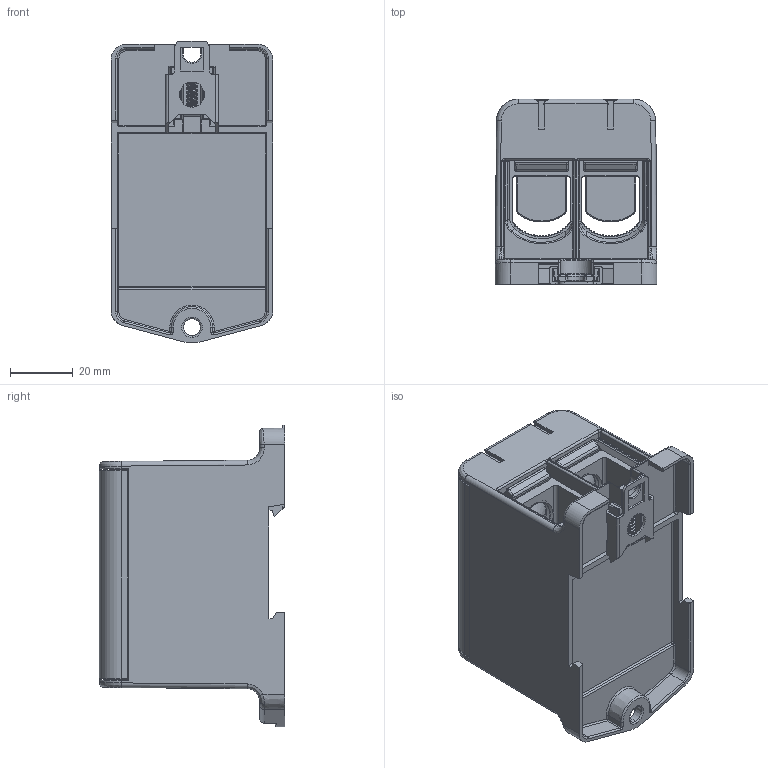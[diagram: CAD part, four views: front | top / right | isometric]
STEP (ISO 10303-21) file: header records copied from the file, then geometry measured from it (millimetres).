
FILE_DESCRIPTION((''),'2;1');
FILE_NAME('PROCUS_KE68_ASM','2015-06-03T',('kjell_andersson'),(''),'PRO/ENGINEER BY PARAMETRIC TECHNOLOGY CORPORATION, 2013230','PRO/ENGINEER BY PARAMETRIC TECHNOLOGY CORPORATION, 2013230','');
FILE_SCHEMA(('CONFIG_CONTROL_DESIGN'));
Products named in the file (8): PMR1584; PEM737; PSK107; PTK105; PPK204; PJ54_L10-7; PMR1585; PROCUS_KE68_ASM
Assembly tree (10 placements, depth 2):
  PROCUS_KE68_ASM
    PMR1584
    PEM737
    PSK107
    PTK105  x4
    PPK204
    PJ54_L10-7
    PMR1585
Bounding box: 51.5 x 58.9 x 95.96 mm (x, y, z)
Volume: 105322.2 mm3; surface area: 81869.7 mm2
Topology: 10 solids, 10 shells, 2335 faces, 6149 edges, 3824 vertices
Faces by surface type: plane 1107, cylinder 757, bspline 311, cone 68, sphere 62, torus 28, revolution 2
Entity records: 95786 total; most frequent: CARTESIAN_POINT 42502, ORIENTED_EDGE 11862, DIRECTION 9960, EDGE_CURVE 5931, VECTOR 3776, LINE 3776, VERTEX_POINT 3716, AXIS2_PLACEMENT_3D 3091
